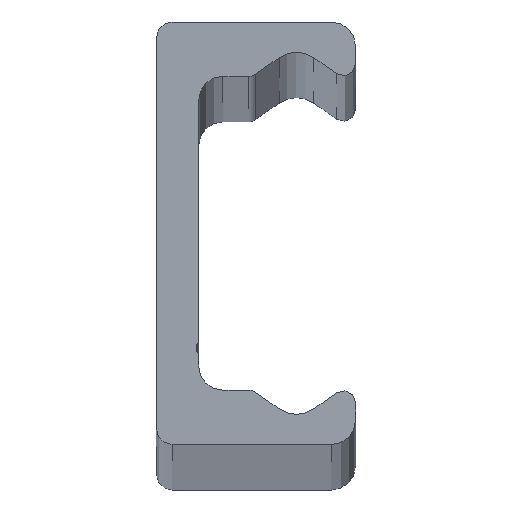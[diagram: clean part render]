
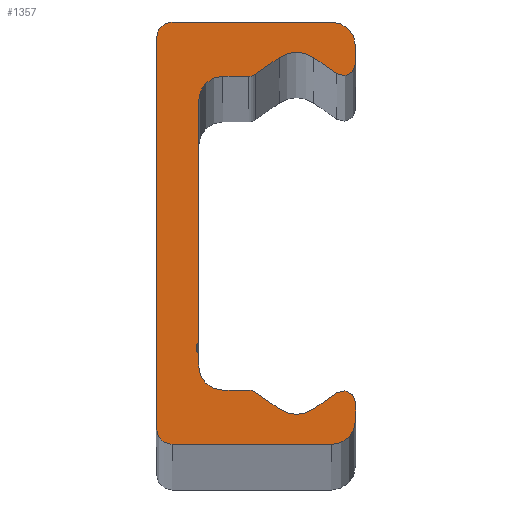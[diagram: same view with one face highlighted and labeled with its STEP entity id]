
A CAD part, top view. The second image highlights one B-rep face of the part: STEP entity #1357.
In plain terms, the highlighted planar face has unit normal (0, 0, 1).
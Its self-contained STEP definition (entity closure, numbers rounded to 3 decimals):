
#34=VECTOR('',#1819,1.);
#39=VECTOR('',#1831,1.);
#43=VECTOR('',#1842,1.);
#47=VECTOR('',#1853,1.);
#51=VECTOR('',#1864,1.);
#55=VECTOR('',#1875,1.);
#59=VECTOR('',#1886,1.);
#63=VECTOR('',#1897,1.);
#67=VECTOR('',#1908,1.);
#71=VECTOR('',#1919,1.);
#75=VECTOR('',#1930,1.);
#79=VECTOR('',#1941,1.);
#83=VECTOR('',#1952,1.);
#86=LINE('',#2180,#34);
#91=LINE('',#2195,#39);
#95=LINE('',#2207,#43);
#99=LINE('',#2219,#47);
#103=LINE('',#2231,#51);
#107=LINE('',#2243,#55);
#111=LINE('',#2255,#59);
#115=LINE('',#2267,#63);
#119=LINE('',#2279,#67);
#123=LINE('',#2291,#71);
#127=LINE('',#2303,#75);
#131=LINE('',#2315,#79);
#135=LINE('',#2327,#83);
#151=PLANE('',#1546);
#261=VERTEX_POINT('',#2181);
#262=VERTEX_POINT('',#2182);
#265=VERTEX_POINT('',#2190);
#267=VERTEX_POINT('',#2196);
#269=VERTEX_POINT('',#2202);
#271=VERTEX_POINT('',#2208);
#273=VERTEX_POINT('',#2214);
#275=VERTEX_POINT('',#2220);
#277=VERTEX_POINT('',#2226);
#279=VERTEX_POINT('',#2232);
#281=VERTEX_POINT('',#2238);
#283=VERTEX_POINT('',#2244);
#285=VERTEX_POINT('',#2250);
#287=VERTEX_POINT('',#2256);
#289=VERTEX_POINT('',#2262);
#291=VERTEX_POINT('',#2268);
#293=VERTEX_POINT('',#2274);
#295=VERTEX_POINT('',#2280);
#297=VERTEX_POINT('',#2286);
#299=VERTEX_POINT('',#2292);
#301=VERTEX_POINT('',#2298);
#303=VERTEX_POINT('',#2304);
#305=VERTEX_POINT('',#2310);
#307=VERTEX_POINT('',#2316);
#309=VERTEX_POINT('',#2322);
#311=VERTEX_POINT('',#2328);
#394=CIRCLE('',#1496,2.);
#396=CIRCLE('',#1500,1.);
#398=CIRCLE('',#1504,2.5);
#400=CIRCLE('',#1508,1.);
#402=CIRCLE('',#1512,2.);
#404=CIRCLE('',#1516,0.5);
#406=CIRCLE('',#1520,2.);
#408=CIRCLE('',#1524,1.);
#410=CIRCLE('',#1528,2.5);
#412=CIRCLE('',#1532,1.);
#414=CIRCLE('',#1536,2.);
#416=CIRCLE('',#1540,1.3);
#418=CIRCLE('',#1544,1.3);
#501=EDGE_CURVE('',#261,#262,#86,.T.);
#505=EDGE_CURVE('',#262,#265,#394,.T.);
#508=EDGE_CURVE('',#265,#267,#91,.T.);
#511=EDGE_CURVE('',#267,#269,#396,.T.);
#514=EDGE_CURVE('',#269,#271,#95,.T.);
#517=EDGE_CURVE('',#271,#273,#398,.T.);
#520=EDGE_CURVE('',#273,#275,#99,.T.);
#523=EDGE_CURVE('',#275,#277,#400,.T.);
#526=EDGE_CURVE('',#277,#279,#103,.T.);
#529=EDGE_CURVE('',#279,#281,#402,.T.);
#532=EDGE_CURVE('',#281,#283,#107,.T.);
#535=EDGE_CURVE('',#283,#285,#404,.T.);
#538=EDGE_CURVE('',#285,#287,#111,.T.);
#541=EDGE_CURVE('',#287,#289,#406,.T.);
#544=EDGE_CURVE('',#289,#291,#115,.T.);
#547=EDGE_CURVE('',#291,#293,#408,.T.);
#550=EDGE_CURVE('',#293,#295,#119,.T.);
#553=EDGE_CURVE('',#295,#297,#410,.T.);
#556=EDGE_CURVE('',#297,#299,#123,.T.);
#559=EDGE_CURVE('',#299,#301,#412,.T.);
#562=EDGE_CURVE('',#301,#303,#127,.T.);
#565=EDGE_CURVE('',#303,#305,#414,.T.);
#568=EDGE_CURVE('',#305,#307,#131,.T.);
#571=EDGE_CURVE('',#307,#309,#416,.T.);
#574=EDGE_CURVE('',#309,#311,#135,.T.);
#577=EDGE_CURVE('',#311,#261,#418,.T.);
#845=ORIENTED_EDGE('',*,*,#501,.F.);
#846=ORIENTED_EDGE('',*,*,#577,.F.);
#847=ORIENTED_EDGE('',*,*,#574,.F.);
#848=ORIENTED_EDGE('',*,*,#571,.F.);
#849=ORIENTED_EDGE('',*,*,#568,.F.);
#850=ORIENTED_EDGE('',*,*,#565,.F.);
#851=ORIENTED_EDGE('',*,*,#562,.F.);
#852=ORIENTED_EDGE('',*,*,#559,.F.);
#853=ORIENTED_EDGE('',*,*,#556,.F.);
#854=ORIENTED_EDGE('',*,*,#553,.F.);
#855=ORIENTED_EDGE('',*,*,#550,.F.);
#856=ORIENTED_EDGE('',*,*,#547,.F.);
#857=ORIENTED_EDGE('',*,*,#544,.F.);
#858=ORIENTED_EDGE('',*,*,#541,.F.);
#859=ORIENTED_EDGE('',*,*,#538,.F.);
#860=ORIENTED_EDGE('',*,*,#535,.F.);
#861=ORIENTED_EDGE('',*,*,#532,.F.);
#862=ORIENTED_EDGE('',*,*,#529,.F.);
#863=ORIENTED_EDGE('',*,*,#526,.F.);
#864=ORIENTED_EDGE('',*,*,#523,.F.);
#865=ORIENTED_EDGE('',*,*,#520,.F.);
#866=ORIENTED_EDGE('',*,*,#517,.F.);
#867=ORIENTED_EDGE('',*,*,#514,.F.);
#868=ORIENTED_EDGE('',*,*,#511,.F.);
#869=ORIENTED_EDGE('',*,*,#508,.F.);
#870=ORIENTED_EDGE('',*,*,#505,.F.);
#1085=EDGE_LOOP('',(#845,#846,#847,#848,#849,#850,#851,#852,#853,#854,#855,
#856,#857,#858,#859,#860,#861,#862,#863,#864,#865,#866,#867,#868,#869,#870));
#1275=FACE_BOUND('',#1085,.T.);
#1357=ADVANCED_FACE('',(#1275),#151,.T.);
#1496=AXIS2_PLACEMENT_3D('',#2189,#1825,#1826);
#1500=AXIS2_PLACEMENT_3D('',#2201,#1836,#1837);
#1504=AXIS2_PLACEMENT_3D('',#2213,#1847,#1848);
#1508=AXIS2_PLACEMENT_3D('',#2225,#1858,#1859);
#1512=AXIS2_PLACEMENT_3D('',#2237,#1869,#1870);
#1516=AXIS2_PLACEMENT_3D('',#2249,#1880,#1881);
#1520=AXIS2_PLACEMENT_3D('',#2261,#1891,#1892);
#1524=AXIS2_PLACEMENT_3D('',#2273,#1902,#1903);
#1528=AXIS2_PLACEMENT_3D('',#2285,#1913,#1914);
#1532=AXIS2_PLACEMENT_3D('',#2297,#1924,#1925);
#1536=AXIS2_PLACEMENT_3D('',#2309,#1935,#1936);
#1540=AXIS2_PLACEMENT_3D('',#2321,#1946,#1947);
#1544=AXIS2_PLACEMENT_3D('',#2333,#1957,#1958);
#1546=AXIS2_PLACEMENT_3D('',#2335,#1961,$);
#1819=DIRECTION('',(1.,0.,0.));
#1825=DIRECTION('',(0.,0.,-1.));
#1826=DIRECTION('',(2.,0.,0.));
#1831=DIRECTION('',(0.,-1.,0.));
#1836=DIRECTION('',(0.,0.,-1.));
#1837=DIRECTION('',(1.,0.,0.));
#1842=DIRECTION('',(-0.819,0.574,0.));
#1847=DIRECTION('',(0.,0.,1.));
#1848=DIRECTION('',(2.5,0.,0.));
#1853=DIRECTION('',(-0.819,-0.574,0.));
#1858=DIRECTION('',(0.,0.,-1.));
#1859=DIRECTION('',(1.,0.,0.));
#1864=DIRECTION('',(-1.,0.,0.));
#1869=DIRECTION('',(0.,0.,1.));
#1870=DIRECTION('',(2.,0.,0.));
#1875=DIRECTION('',(0.,-1.,0.));
#1880=DIRECTION('',(0.,0.,1.));
#1881=DIRECTION('',(0.5,0.,0.));
#1886=DIRECTION('',(0.,-1.,0.));
#1891=DIRECTION('',(0.,0.,1.));
#1892=DIRECTION('',(2.,0.,0.));
#1897=DIRECTION('',(1.,0.,0.));
#1902=DIRECTION('',(0.,0.,-1.));
#1903=DIRECTION('',(1.,0.,0.));
#1908=DIRECTION('',(0.819,-0.574,0.));
#1913=DIRECTION('',(0.,0.,1.));
#1914=DIRECTION('',(2.5,0.,0.));
#1919=DIRECTION('',(0.819,0.574,0.));
#1924=DIRECTION('',(0.,0.,-1.));
#1925=DIRECTION('',(1.,0.,0.));
#1930=DIRECTION('',(0.,-1.,0.));
#1935=DIRECTION('',(0.,0.,-1.));
#1936=DIRECTION('',(2.,0.,0.));
#1941=DIRECTION('',(-1.,0.,0.));
#1946=DIRECTION('',(0.,0.,-1.));
#1947=DIRECTION('',(1.3,0.,0.));
#1952=DIRECTION('',(0.,1.,0.));
#1957=DIRECTION('',(0.,0.,-1.));
#1958=DIRECTION('',(1.3,0.,0.));
#1961=DIRECTION('',(0.,0.,1.));
#2180=CARTESIAN_POINT('',(14.5,17.5,2160.));
#2181=CARTESIAN_POINT('',(1.3,17.5,2160.));
#2182=CARTESIAN_POINT('',(14.5,17.5,2160.));
#2189=CARTESIAN_POINT('',(14.5,15.5,2160.));
#2190=CARTESIAN_POINT('',(16.5,15.5,2160.));
#2195=CARTESIAN_POINT('',(16.5,14.042,2160.));
#2196=CARTESIAN_POINT('',(16.5,14.042,2160.));
#2201=CARTESIAN_POINT('',(15.5,14.042,2160.));
#2202=CARTESIAN_POINT('',(14.926,13.223,2160.));
#2207=CARTESIAN_POINT('',(13.034,14.548,2160.));
#2208=CARTESIAN_POINT('',(13.034,14.548,2160.));
#2213=CARTESIAN_POINT('',(11.6,12.5,2160.));
#2214=CARTESIAN_POINT('',(10.166,14.548,2160.));
#2219=CARTESIAN_POINT('',(8.214,13.181,2160.));
#2220=CARTESIAN_POINT('',(8.214,13.181,2160.));
#2225=CARTESIAN_POINT('',(7.64,14.,2160.));
#2226=CARTESIAN_POINT('',(7.64,13.,2160.));
#2231=CARTESIAN_POINT('',(5.5,13.,2160.));
#2232=CARTESIAN_POINT('',(5.5,13.,2160.));
#2237=CARTESIAN_POINT('',(5.5,11.,2160.));
#2238=CARTESIAN_POINT('',(3.5,11.,2160.));
#2243=CARTESIAN_POINT('',(3.5,-9.067,2160.));
#2244=CARTESIAN_POINT('',(3.5,-9.067,2160.));
#2249=CARTESIAN_POINT('',(3.75,-9.5,2160.));
#2250=CARTESIAN_POINT('',(3.5,-9.933,2160.));
#2255=CARTESIAN_POINT('',(3.5,-11.,2160.));
#2256=CARTESIAN_POINT('',(3.5,-11.,2160.));
#2261=CARTESIAN_POINT('',(5.5,-11.,2160.));
#2262=CARTESIAN_POINT('',(5.5,-13.,2160.));
#2267=CARTESIAN_POINT('',(7.64,-13.,2160.));
#2268=CARTESIAN_POINT('',(7.64,-13.,2160.));
#2273=CARTESIAN_POINT('',(7.64,-14.,2160.));
#2274=CARTESIAN_POINT('',(8.214,-13.181,2160.));
#2279=CARTESIAN_POINT('',(10.166,-14.548,2160.));
#2280=CARTESIAN_POINT('',(10.166,-14.548,2160.));
#2285=CARTESIAN_POINT('',(11.6,-12.5,2160.));
#2286=CARTESIAN_POINT('',(13.034,-14.548,2160.));
#2291=CARTESIAN_POINT('',(14.926,-13.223,2160.));
#2292=CARTESIAN_POINT('',(14.926,-13.223,2160.));
#2297=CARTESIAN_POINT('',(15.5,-14.042,2160.));
#2298=CARTESIAN_POINT('',(16.5,-14.042,2160.));
#2303=CARTESIAN_POINT('',(16.5,-15.5,2160.));
#2304=CARTESIAN_POINT('',(16.5,-15.5,2160.));
#2309=CARTESIAN_POINT('',(14.5,-15.5,2160.));
#2310=CARTESIAN_POINT('',(14.5,-17.5,2160.));
#2315=CARTESIAN_POINT('',(1.3,-17.5,2160.));
#2316=CARTESIAN_POINT('',(1.3,-17.5,2160.));
#2321=CARTESIAN_POINT('',(1.3,-16.2,2160.));
#2322=CARTESIAN_POINT('',(0.,-16.2,2160.));
#2327=CARTESIAN_POINT('',(0.,16.2,2160.));
#2328=CARTESIAN_POINT('',(0.,16.2,2160.));
#2333=CARTESIAN_POINT('',(1.3,16.2,2160.));
#2335=CARTESIAN_POINT('',(5.942,-0.014,2160.));
